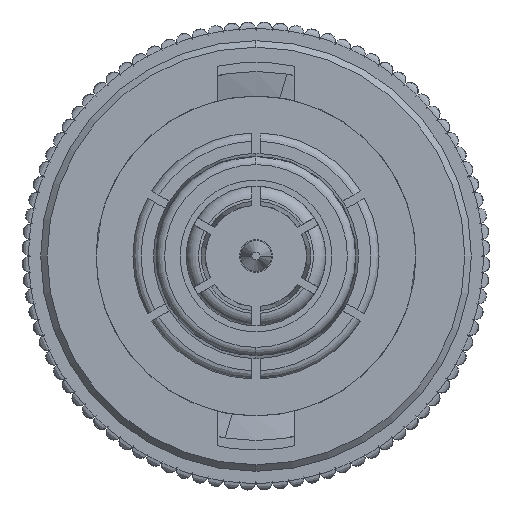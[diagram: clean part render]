
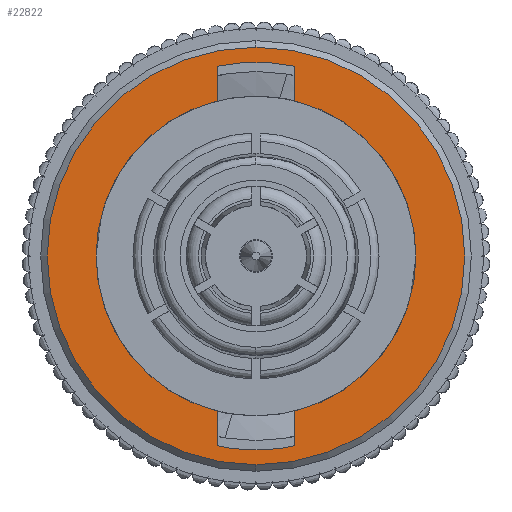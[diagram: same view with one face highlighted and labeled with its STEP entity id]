
A CAD part, left-side view. The second image highlights one B-rep face of the part: STEP entity #22822.
In plain terms, the highlighted face is planar.
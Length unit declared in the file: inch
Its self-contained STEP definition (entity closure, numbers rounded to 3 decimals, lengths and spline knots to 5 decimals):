
#863 = CIRCLE ( 'NONE', #44008, 0.2545 ) ;
#1275 = CARTESIAN_POINT ( 'NONE',  ( 0., 0., 0. ) ) ;
#2064 = VERTEX_POINT ( 'NONE', #10160 ) ;
#2370 = VECTOR ( 'NONE', #34022, 39.37008 ) ;
#2386 = EDGE_CURVE ( 'NONE', #43107, #29012, #37888, .T. ) ;
#3200 = CARTESIAN_POINT ( 'NONE',  ( 0., 0., 0. ) ) ;
#4133 = LINE ( 'NONE', #23976, #2370 ) ;
#4225 = ORIENTED_EDGE ( 'NONE', *, *, #18197, .T. ) ;
#4622 = EDGE_CURVE ( 'NONE', #2064, #31578, #4133, .T. ) ;
#5445 = CARTESIAN_POINT ( 'NONE',  ( 0., 0.0475, 0.2314 ) ) ;
#7167 = EDGE_CURVE ( 'NONE', #15692, #43635, #48886, .T. ) ;
#7351 = CARTESIAN_POINT ( 'NONE',  ( 0., 0., 0. ) ) ;
#7658 = AXIS2_PLACEMENT_3D ( 'NONE', #41785, #50224, #42559 ) ;
#8066 = CARTESIAN_POINT ( 'NONE',  ( 0., 0.0475, 0.18913 ) ) ;
#8669 = DIRECTION ( 'NONE',  ( 0., 0., -1. ) ) ;
#9461 = DIRECTION ( 'NONE',  ( 0., 0., 1. ) ) ;
#9689 = DIRECTION ( 'NONE',  ( 0., 0., 1. ) ) ;
#9889 = EDGE_CURVE ( 'NONE', #44404, #31578, #12828, .T. ) ;
#10160 = CARTESIAN_POINT ( 'NONE',  ( 0., 0.0475, -0.2314 ) ) ;
#11829 = AXIS2_PLACEMENT_3D ( 'NONE', #1275, #30407, #18213 ) ;
#12231 = CARTESIAN_POINT ( 'NONE',  ( 0., 0., 0. ) ) ;
#12812 = EDGE_CURVE ( 'NONE', #30286, #37121, #41737, .T. ) ;
#12828 = CIRCLE ( 'NONE', #44119, 0.195 ) ;
#13646 = ORIENTED_EDGE ( 'NONE', *, *, #50741, .F. ) ;
#13702 = FACE_OUTER_BOUND ( 'NONE', #35597, .T. ) ;
#14979 = AXIS2_PLACEMENT_3D ( 'NONE', #20394, #15623, #16168 ) ;
#15163 = CIRCLE ( 'NONE', #11829, 0.23622 ) ;
#15324 = CARTESIAN_POINT ( 'NONE',  ( 0., 0., 0.2545 ) ) ;
#15373 = EDGE_LOOP ( 'NONE', ( #4225, #22954, #13646, #36103, #19386, #43793, #25140, #36862, #46713 ) ) ;
#15623 = DIRECTION ( 'NONE',  ( -1., 0., 0. ) ) ;
#15692 = VERTEX_POINT ( 'NONE', #18833 ) ;
#16168 = DIRECTION ( 'NONE',  ( 0., 0., 1. ) ) ;
#17647 = CARTESIAN_POINT ( 'NONE',  ( 0., -0.0475, 0.2314 ) ) ;
#18197 = EDGE_CURVE ( 'NONE', #43107, #43635, #47099, .T. ) ;
#18213 = DIRECTION ( 'NONE',  ( 0., 0., 1. ) ) ;
#18427 = CIRCLE ( 'NONE', #45507, 0.23622 ) ;
#18726 = EDGE_CURVE ( 'NONE', #29012, #2064, #18427, .T. ) ;
#18833 = CARTESIAN_POINT ( 'NONE',  ( 0., -0.0475, 0.2314 ) ) ;
#18870 = AXIS2_PLACEMENT_3D ( 'NONE', #3200, #30515, #42699 ) ;
#19386 = ORIENTED_EDGE ( 'NONE', *, *, #48421, .F. ) ;
#20394 = CARTESIAN_POINT ( 'NONE',  ( 0., 0., 0. ) ) ;
#20583 = CARTESIAN_POINT ( 'NONE',  ( 0., 0., 0. ) ) ;
#20960 = DIRECTION ( 'NONE',  ( 0., 0., -1. ) ) ;
#21903 = FACE_BOUND ( 'NONE', #15373, .T. ) ;
#22822 = ADVANCED_FACE ( 'NONE', ( #13702, #21903 ), #25602, .F. ) ;
#22954 = ORIENTED_EDGE ( 'NONE', *, *, #7167, .F. ) ;
#23976 = CARTESIAN_POINT ( 'NONE',  ( 0., 0.0475, -0.2314 ) ) ;
#24097 = DIRECTION ( 'NONE',  ( 0., 0., 1. ) ) ;
#25140 = ORIENTED_EDGE ( 'NONE', *, *, #4622, .F. ) ;
#25599 = DIRECTION ( 'NONE',  ( -1., 0., 0. ) ) ;
#25602 = PLANE ( 'NONE',  #7658 ) ;
#29012 = VERTEX_POINT ( 'NONE', #45641 ) ;
#29031 = VERTEX_POINT ( 'NONE', #49340 ) ;
#30286 = VERTEX_POINT ( 'NONE', #39514 ) ;
#30407 = DIRECTION ( 'NONE',  ( 1., 0., 0. ) ) ;
#30515 = DIRECTION ( 'NONE',  ( 1., 0., 0. ) ) ;
#31578 = VERTEX_POINT ( 'NONE', #39465 ) ;
#32199 = ORIENTED_EDGE ( 'NONE', *, *, #49143, .F. ) ;
#32856 = VECTOR ( 'NONE', #9689, 39.37008 ) ;
#33135 = EDGE_CURVE ( 'NONE', #29031, #40047, #863, .T. ) ;
#34022 = DIRECTION ( 'NONE',  ( 0., 0., 1. ) ) ;
#34235 = CARTESIAN_POINT ( 'NONE',  ( 0., -0.0475, -0.18913 ) ) ;
#35597 = EDGE_LOOP ( 'NONE', ( #32199, #50825 ) ) ;
#35670 = DIRECTION ( 'NONE',  ( -1., 0., 0. ) ) ;
#36103 = ORIENTED_EDGE ( 'NONE', *, *, #12812, .F. ) ;
#36195 = AXIS2_PLACEMENT_3D ( 'NONE', #12231, #36843, #49281 ) ;
#36843 = DIRECTION ( 'NONE',  ( -1., 0., 0. ) ) ;
#36862 = ORIENTED_EDGE ( 'NONE', *, *, #18726, .F. ) ;
#36993 = DIRECTION ( 'NONE',  ( 1., 0., 0. ) ) ;
#37121 = VERTEX_POINT ( 'NONE', #41095 ) ;
#37888 = LINE ( 'NONE', #49789, #47110 ) ;
#38947 = CARTESIAN_POINT ( 'NONE',  ( 0., -0.0475, 0.18913 ) ) ;
#39401 = DIRECTION ( 'NONE',  ( 0., 0., 1. ) ) ;
#39465 = CARTESIAN_POINT ( 'NONE',  ( 0., 0.0475, -0.18913 ) ) ;
#39514 = CARTESIAN_POINT ( 'NONE',  ( 0., 0.0475, 0.2314 ) ) ;
#39740 = VECTOR ( 'NONE', #8669, 39.37008 ) ;
#40047 = VERTEX_POINT ( 'NONE', #15324 ) ;
#41095 = CARTESIAN_POINT ( 'NONE',  ( 0., 0., 0.23622 ) ) ;
#41737 = CIRCLE ( 'NONE', #18870, 0.23622 ) ;
#41785 = CARTESIAN_POINT ( 'NONE',  ( 0., 0.195, 0. ) ) ;
#42260 = LINE ( 'NONE', #5445, #32856 ) ;
#42559 = DIRECTION ( 'NONE',  ( 0., 0., 1. ) ) ;
#42699 = DIRECTION ( 'NONE',  ( 0., 0., 1. ) ) ;
#43107 = VERTEX_POINT ( 'NONE', #34235 ) ;
#43635 = VERTEX_POINT ( 'NONE', #38947 ) ;
#43793 = ORIENTED_EDGE ( 'NONE', *, *, #9889, .T. ) ;
#44008 = AXIS2_PLACEMENT_3D ( 'NONE', #45747, #25599, #24097 ) ;
#44119 = AXIS2_PLACEMENT_3D ( 'NONE', #7351, #35670, #39401 ) ;
#44404 = VERTEX_POINT ( 'NONE', #8066 ) ;
#45507 = AXIS2_PLACEMENT_3D ( 'NONE', #20583, #36993, #9461 ) ;
#45641 = CARTESIAN_POINT ( 'NONE',  ( 0., -0.0475, -0.2314 ) ) ;
#45747 = CARTESIAN_POINT ( 'NONE',  ( 0., 0., 0. ) ) ;
#46713 = ORIENTED_EDGE ( 'NONE', *, *, #2386, .F. ) ;
#47099 = CIRCLE ( 'NONE', #14979, 0.195 ) ;
#47110 = VECTOR ( 'NONE', #20960, 39.37008 ) ;
#48421 = EDGE_CURVE ( 'NONE', #44404, #30286, #42260, .T. ) ;
#48886 = LINE ( 'NONE', #17647, #39740 ) ;
#49143 = EDGE_CURVE ( 'NONE', #40047, #29031, #49713, .T. ) ;
#49281 = DIRECTION ( 'NONE',  ( 0., 0., 1. ) ) ;
#49340 = CARTESIAN_POINT ( 'NONE',  ( 0., 0., -0.2545 ) ) ;
#49713 = CIRCLE ( 'NONE', #36195, 0.2545 ) ;
#49789 = CARTESIAN_POINT ( 'NONE',  ( 0., -0.0475, -0.2314 ) ) ;
#50224 = DIRECTION ( 'NONE',  ( -1., 0., 0. ) ) ;
#50741 = EDGE_CURVE ( 'NONE', #37121, #15692, #15163, .T. ) ;
#50825 = ORIENTED_EDGE ( 'NONE', *, *, #33135, .F. ) ;
